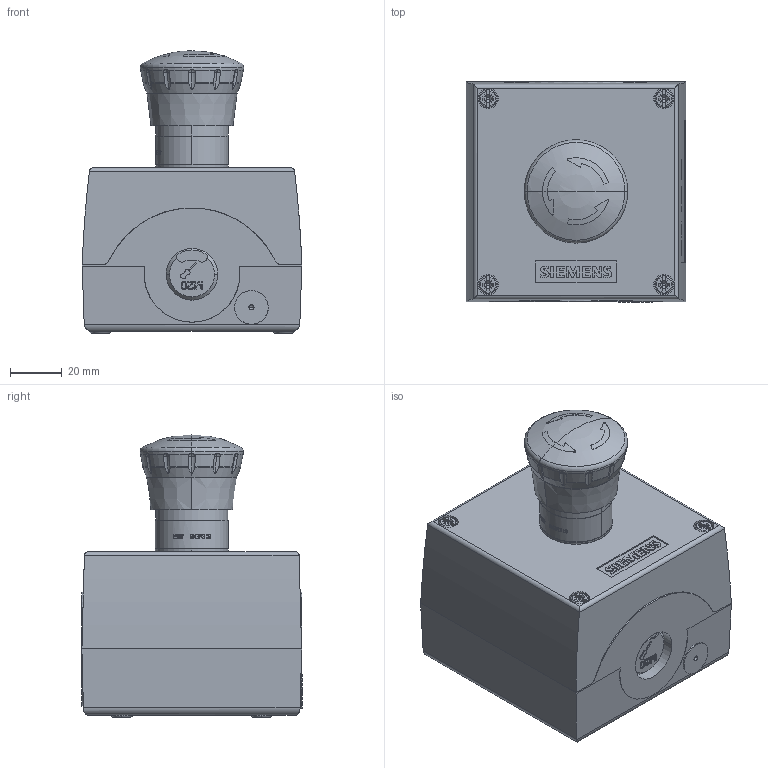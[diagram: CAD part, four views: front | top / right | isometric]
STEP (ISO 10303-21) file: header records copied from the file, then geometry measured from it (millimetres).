
FILE_DESCRIPTION(('STEP AP214'),'1');
FILE_NAME('cctmp_A6287695-0B7F-4990-ABB3-5E07E611A7CE_2023_07_21_14_36_04_0617..stp','2023-07-21T12:36:06',('SIEMENS A&D'),('CADClick - www.CADClick.com'),'Spatial InterOp 3D postprocessed',' ','unknown authorization');
FILE_SCHEMA(('AUTOMOTIVE_DESIGN'));
Length unit declared in the file: millimetre
Products named in the file (3): cc_unnamed; 2023_07_21_14_36_04_0559; 2023_07_21_14_36_04_0555
Assembly tree (2 placements, depth 2):
  cc_unnamed
    2023_07_21_14_36_04_0559
    2023_07_21_14_36_04_0555
Bounding box: 85.04 x 85.2 x 109.3 mm (x, y, z)
Volume: 444006.3 mm3; surface area: 59699.9 mm2
Topology: 2 solids, 3 shells, 1550 faces, 4264 edges, 2810 vertices
Faces by surface type: plane 1101, cylinder 287, cone 48, extrusion 48, torus 34, sphere 32
Entity records: 60727 total; most frequent: CARTESIAN_POINT 13013, ORIENTED_EDGE 8520, DIRECTION 7764, EDGE_CURVE 4260, VECTOR 3010, LINE 2962, VERTEX_POINT 2810, STYLED_ITEM 2436
